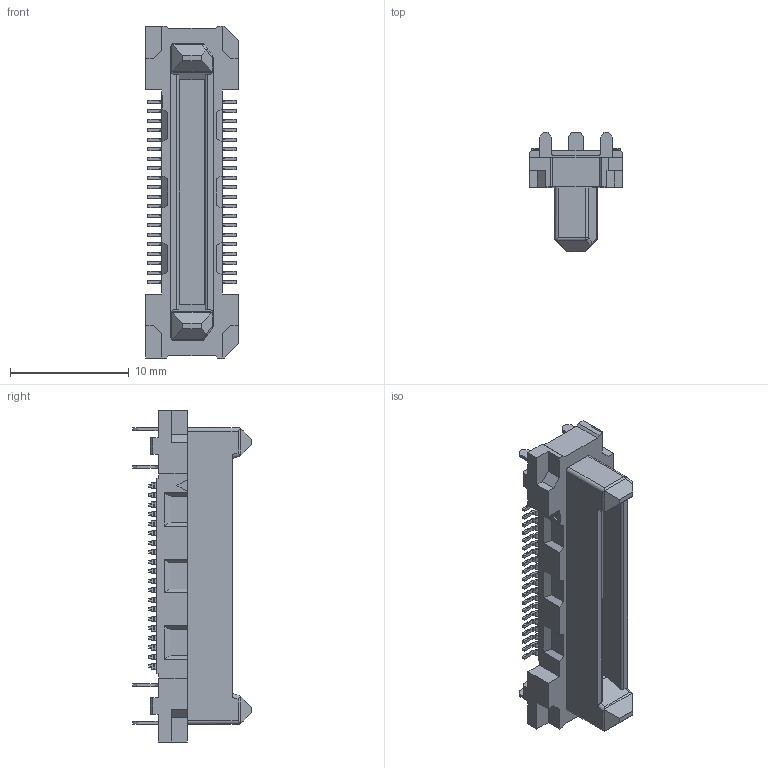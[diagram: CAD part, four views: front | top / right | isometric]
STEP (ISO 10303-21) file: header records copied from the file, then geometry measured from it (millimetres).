
FILE_DESCRIPTION(('CoCreate Modeling STEP Export'),'2;1');
FILE_NAME('FX18-40P-0.8SV.stp','2010-06-17T13:09:50',(''),(''),'CoCreate Modeling STEP processor for AP214 (Solid Model)','CoCreate Modeling 16.00B 02-Dec-2008 (C) Parametric Technology GmbH','');
FILE_SCHEMA(('AUTOMOTIVE_DESIGN { 1 0 10303 214 1 1 1 1 }'));
Length unit declared in the file: millimetre
Products named in the file (1): FX18-40P-0.8SV
Bounding box: 7.8 x 10 x 27.9 mm (x, y, z)
Volume: 591.2 mm3; surface area: 1115.6 mm2
Topology: 1 solids, 1 shells, 1028 faces, 2931 edges, 1946 vertices
Faces by surface type: plane 672, cylinder 352, sphere 4
Entity records: 35131 total; most frequent: CARTESIAN_POINT 7809, ORIENTED_EDGE 5854, DIRECTION 5510, EDGE_CURVE 2927, VECTOR 2216, LINE 2216, VERTEX_POINT 1946, AXIS2_PLACEMENT_3D 1647
